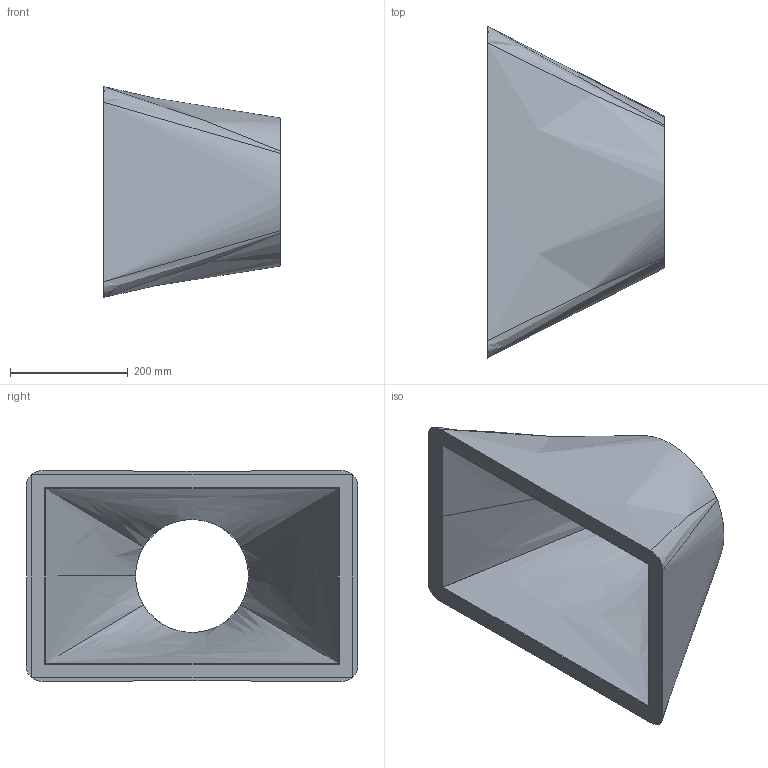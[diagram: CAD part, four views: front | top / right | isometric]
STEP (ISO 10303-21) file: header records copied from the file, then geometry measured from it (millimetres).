
FILE_DESCRIPTION(('FreeCAD Model'),'2;1');
FILE_NAME('Square_round_transition_duct.step', '2016-12-05T13:28:11',('Author'),(''), 'Open CASCADE STEP processor 6.8','FreeCAD','Unknown');
FILE_SCHEMA(('AUTOMOTIVE_DESIGN_CC2 { 1 2 10303 214 -1 1 5 4 }'));
Length unit declared in the file: millimetre
Products named in the file (3): ASSEMBLY; Clone_of_02-Insulation001; Clone_of_01-Rectangular_circular_duct_flanges
Assembly tree (2 placements, depth 2):
  ASSEMBLY
    Clone_of_02-Insulation001
    Clone_of_01-Rectangular_circular_duct_flanges
Bounding box: 300 x 563.16 x 357.9 mm (x, y, z)
Volume: 12019091.6 mm3; surface area: 1662531.4 mm2
Topology: 4 solids, 4 shells, 46 faces, 146 edges, 76 vertices
Faces by surface type: bspline 18, plane 16, offset 10, cylinder 2
Full cylindrical faces by diameter (mm): 192 x1, 240 x1
Entity records: 28234 total; most frequent: CARTESIAN_POINT 26263, ORIENTED_EDGE 228, PCURVE 228, DEFINITIONAL_REPRESENTATION 228, DIRECTION 198, B_SPLINE_CURVE_WITH_KNOTS 170, LINE 148, VECTOR 148
